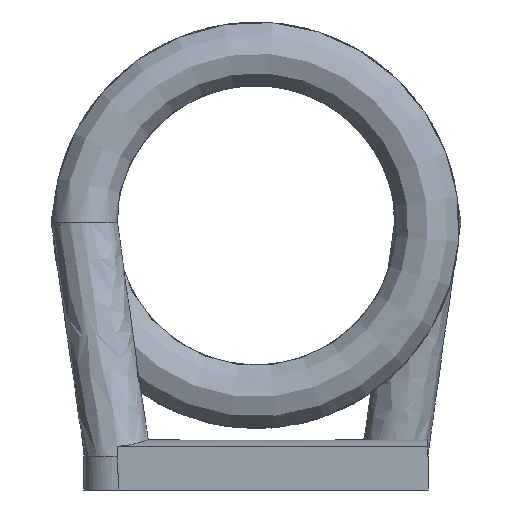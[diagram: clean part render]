
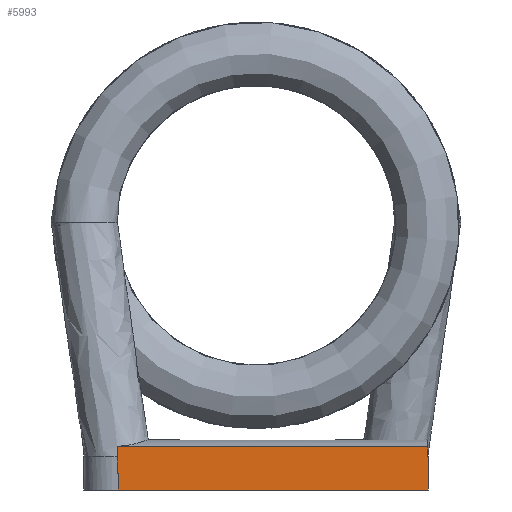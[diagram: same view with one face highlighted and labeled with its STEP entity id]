
A CAD part, left-side view. The second image highlights one B-rep face of the part: STEP entity #5993.
In plain terms, the highlighted planar face has unit normal (-1, 0, 0).
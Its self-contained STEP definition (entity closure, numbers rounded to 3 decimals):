
#5353 = VERTEX_POINT('',#5354);
#5354 = CARTESIAN_POINT('',(-6.245,2.255,0.54));
#5647 = VERTEX_POINT('',#5648);
#5648 = CARTESIAN_POINT('',(-6.245,-2.795,0.702));
#5655 = EDGE_CURVE('',#5656,#5647,#5658,.T.);
#5656 = VERTEX_POINT('',#5657);
#5657 = CARTESIAN_POINT('',(-6.245,2.255,0.702));
#5658 = LINE('',#5659,#5660);
#5659 = CARTESIAN_POINT('',(-6.245,2.255,0.702));
#5660 = VECTOR('',#5661,1.);
#5661 = DIRECTION('',(0.,-1.,0.));
#5679 = EDGE_CURVE('',#5656,#5353,#5680,.T.);
#5680 = LINE('',#5681,#5682);
#5681 = CARTESIAN_POINT('',(-6.245,2.255,0.702));
#5682 = VECTOR('',#5683,1.);
#5683 = DIRECTION('',(0.,0.,-1.));
#5729 = EDGE_CURVE('',#5353,#5730,#5732,.T.);
#5730 = VERTEX_POINT('',#5731);
#5731 = CARTESIAN_POINT('',(-6.245,2.255,0.27));
#5732 = LINE('',#5733,#5734);
#5733 = CARTESIAN_POINT('',(-6.245,2.255,0.702));
#5734 = VECTOR('',#5735,1.);
#5735 = DIRECTION('',(0.,0.,-1.));
#5993 = ADVANCED_FACE('',(#5994),#6045,.F.);
#5994 = FACE_BOUND('',#5995,.F.);
#5995 = EDGE_LOOP('',(#5996,#5997,#5998,#6006,#6014,#6022,#6030,#6038,
#6044));
#5996 = ORIENTED_EDGE('',*,*,#5679,.F.);
#5997 = ORIENTED_EDGE('',*,*,#5655,.T.);
#5998 = ORIENTED_EDGE('',*,*,#5999,.T.);
#5999 = EDGE_CURVE('',#5647,#6000,#6002,.T.);
#6000 = VERTEX_POINT('',#6001);
#6001 = CARTESIAN_POINT('',(-6.245,-2.795,0.54));
#6002 = LINE('',#6003,#6004);
#6003 = CARTESIAN_POINT('',(-6.245,-2.795,0.702));
#6004 = VECTOR('',#6005,1.);
#6005 = DIRECTION('',(0.,0.,-1.));
#6006 = ORIENTED_EDGE('',*,*,#6007,.F.);
#6007 = EDGE_CURVE('',#6008,#6000,#6010,.T.);
#6008 = VERTEX_POINT('',#6009);
#6009 = CARTESIAN_POINT('',(-6.245,-2.805,0.54));
#6010 = LINE('',#6011,#6012);
#6011 = CARTESIAN_POINT('',(-6.245,-2.805,0.54));
#6012 = VECTOR('',#6013,1.);
#6013 = DIRECTION('',(0.,1.,0.));
#6014 = ORIENTED_EDGE('',*,*,#6015,.F.);
#6015 = EDGE_CURVE('',#6016,#6008,#6018,.T.);
#6016 = VERTEX_POINT('',#6017);
#6017 = CARTESIAN_POINT('',(-6.245,-2.805,0.));
#6018 = LINE('',#6019,#6020);
#6019 = CARTESIAN_POINT('',(-6.245,-2.805,0.));
#6020 = VECTOR('',#6021,1.);
#6021 = DIRECTION('',(0.,0.,1.));
#6022 = ORIENTED_EDGE('',*,*,#6023,.T.);
#6023 = EDGE_CURVE('',#6016,#6024,#6026,.T.);
#6024 = VERTEX_POINT('',#6025);
#6025 = CARTESIAN_POINT('',(-6.245,2.245,0.));
#6026 = LINE('',#6027,#6028);
#6027 = CARTESIAN_POINT('',(-6.245,-2.805,0.));
#6028 = VECTOR('',#6029,1.);
#6029 = DIRECTION('',(0.,1.,0.));
#6030 = ORIENTED_EDGE('',*,*,#6031,.T.);
#6031 = EDGE_CURVE('',#6024,#6032,#6034,.T.);
#6032 = VERTEX_POINT('',#6033);
#6033 = CARTESIAN_POINT('',(-6.245,2.245,0.27));
#6034 = LINE('',#6035,#6036);
#6035 = CARTESIAN_POINT('',(-6.245,2.245,0.));
#6036 = VECTOR('',#6037,1.);
#6037 = DIRECTION('',(0.,0.,1.));
#6038 = ORIENTED_EDGE('',*,*,#6039,.F.);
#6039 = EDGE_CURVE('',#5730,#6032,#6040,.T.);
#6040 = LINE('',#6041,#6042);
#6041 = CARTESIAN_POINT('',(-6.245,2.255,0.27));
#6042 = VECTOR('',#6043,1.);
#6043 = DIRECTION('',(0.,-1.,0.));
#6044 = ORIENTED_EDGE('',*,*,#5729,.F.);
#6045 = PLANE('',#6046);
#6046 = AXIS2_PLACEMENT_3D('',#6047,#6048,#6049);
#6047 = CARTESIAN_POINT('',(-6.245,2.255,0.702));
#6048 = DIRECTION('',(1.,0.,0.));
#6049 = DIRECTION('',(0.,0.,-1.));
